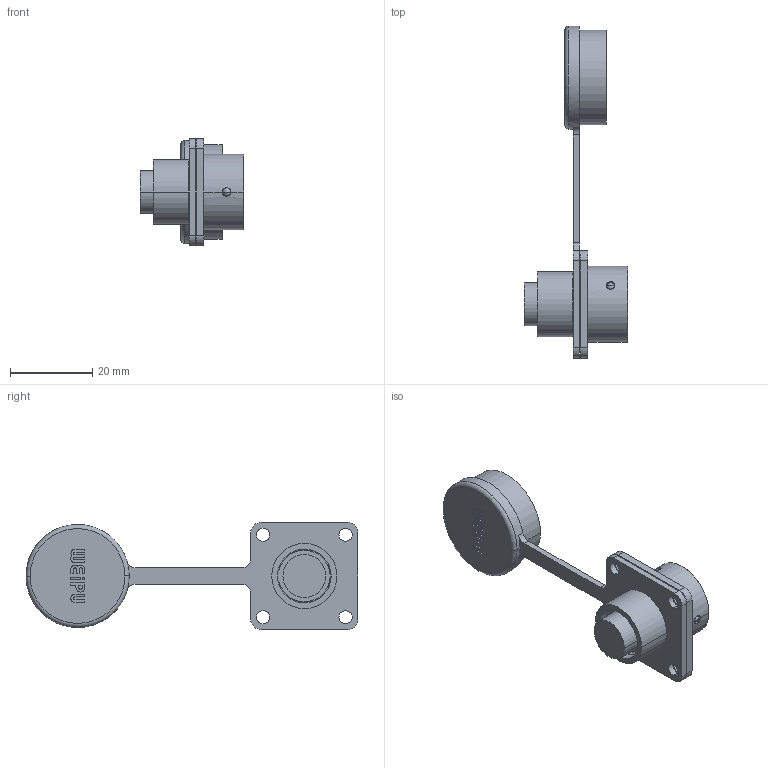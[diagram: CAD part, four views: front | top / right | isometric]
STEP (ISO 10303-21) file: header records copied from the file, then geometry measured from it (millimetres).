
FILE_DESCRIPTION((''),'2;1');
FILE_NAME('SA1613-S9B-1','2022-01-19T',('Administrator'),(''),'CREO PARAMETRIC BY PTC INC, 2016130','CREO PARAMETRIC BY PTC INC, 2016130','');
FILE_SCHEMA(('CONFIG_CONTROL_DESIGN'));
Length unit declared in the file: millimetre
Products named in the file (1): SA1613-S9B-1
Bounding box: 25.2 x 80.5 x 26 mm (x, y, z)
Volume: 8774.9 mm3; surface area: 6847.4 mm2
Topology: 1 solids, 10 shells, 206 faces, 528 edges, 353 vertices
Faces by surface type: plane 96, cylinder 89, sphere 9, cone 8, torus 4
Entity records: 6633 total; most frequent: CARTESIAN_POINT 1412, DIRECTION 1121, ORIENTED_EDGE 1034, EDGE_CURVE 517, AXIS2_PLACEMENT_3D 428, VERTEX_POINT 353, VECTOR 265, LINE 265
